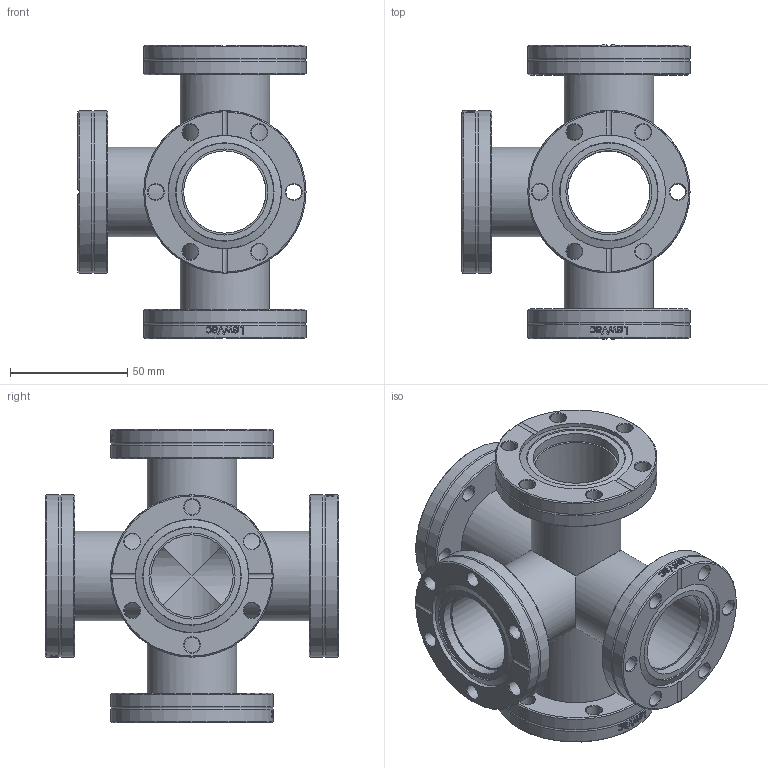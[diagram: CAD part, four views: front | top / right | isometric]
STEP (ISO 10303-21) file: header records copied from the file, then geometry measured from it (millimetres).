
FILE_DESCRIPTION(/* description */ (''),/* implementation_level */ '2;1');
FILE_NAME(/* name */ 'FL-5X40CF.stp',/* time_stamp */ '2018-03-01T14:54:12+00:00',/* author */ ('paul'),/* organization */ (''),/* preprocessor_version */ 'ST-DEVELOPER v17',/* originating_system */ 'Autodesk Inventor 2018',/* authorisation */ '');
FILE_SCHEMA (('AUTOMOTIVE_DESIGN { 1 0 10303 214 3 1 1 }'));
Length unit declared in the file: millimetre
Products named in the file (7): FL-5X40CF; TUBE; TUBE2; FL-40CFR-38; FL-40CF-OUT; FL-40CF-INB38.1; FL-40CF-38
Assembly tree (12 placements, depth 3):
  FL-5X40CF
    TUBE  x4
    TUBE2
    FL-40CFR-38  x3
      FL-40CF-OUT
      FL-40CF-INB38.1
    FL-40CF-38  x2
Bounding box: 97.05 x 125 x 125 mm (x, y, z)
Volume: 179429.6 mm3; surface area: 112547.8 mm2
Topology: 13 solids, 13 shells, 681 faces, 1866 edges, 1246 vertices
Faces by surface type: plane 262, bspline 205, cylinder 121, cone 88, torus 5
Full cylindrical faces by diameter (mm): 6.7 x30, 35 x5, 36.6 x5, 38.1 x5, 38.2 x5, 45.5 x3, 48.1 x3, 48.26 x2, 48.3 x3, 69.1 x10
Entity records: 11956 total; most frequent: CARTESIAN_POINT 4999, ORIENTED_EDGE 1494, DIRECTION 1254, EDGE_CURVE 747, VERTEX_POINT 499, AXIS2_PLACEMENT_3D 482, EDGE_LOOP 320, LINE 290
